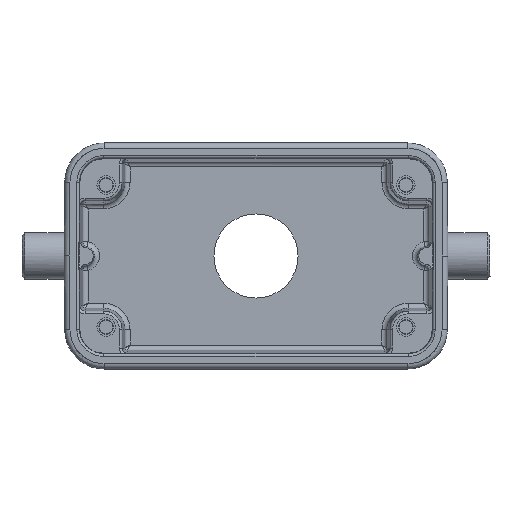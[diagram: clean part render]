
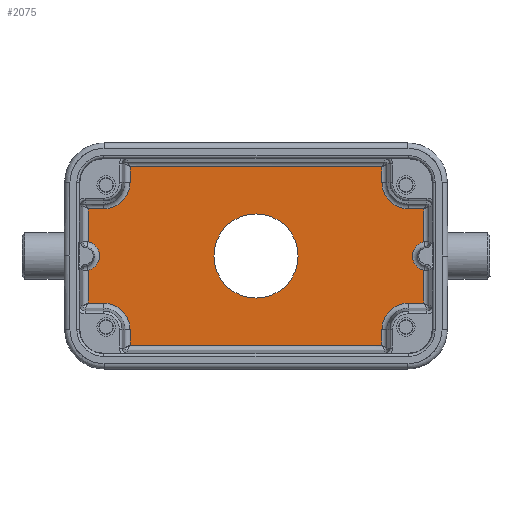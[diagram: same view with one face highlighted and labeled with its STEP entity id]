
A CAD part, front view. The second image highlights one B-rep face of the part: STEP entity #2075.
In plain terms, the highlighted planar face has unit normal (0, -1, 0).
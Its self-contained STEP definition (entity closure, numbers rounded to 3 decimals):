
#110=PLANE('',#7695);
#361=FACE_BOUND('',#2999,.T.);
#362=FACE_BOUND('',#3000,.T.);
#534=CIRCLE('',#7687,8.);
#535=CIRCLE('',#7689,8.);
#536=CIRCLE('',#7691,5.053);
#537=CIRCLE('',#7692,5.053);
#538=CIRCLE('',#7693,5.053);
#539=CIRCLE('',#7694,5.053);
#704=LINE('',#10531,#1371);
#705=LINE('',#10549,#1372);
#706=LINE('',#10551,#1373);
#707=LINE('',#10555,#1374);
#708=LINE('',#10557,#1375);
#709=LINE('',#10559,#1376);
#710=LINE('',#10563,#1377);
#711=LINE('',#10580,#1378);
#712=LINE('',#10582,#1379);
#713=LINE('',#10586,#1380);
#714=LINE('',#10588,#1381);
#715=LINE('',#10590,#1382);
#1371=VECTOR('',#8333,1.);
#1372=VECTOR('',#8334,1.);
#1373=VECTOR('',#8335,1.);
#1374=VECTOR('',#8338,1.);
#1375=VECTOR('',#8339,1.);
#1376=VECTOR('',#8340,1.);
#1377=VECTOR('',#8343,1.);
#1378=VECTOR('',#8344,1.);
#1379=VECTOR('',#8345,1.);
#1380=VECTOR('',#8348,1.);
#1381=VECTOR('',#8349,1.);
#1382=VECTOR('',#8350,1.);
#2075=ADVANCED_FACE('',(#361,#362),#110,.T.);
#2999=EDGE_LOOP('',(#3554,#3555,#3556,#3557,#3558,#3559,#3560,#3561,#3562,
#3563,#3564,#3565,#3566,#3567,#3568,#3569,#3570,#3571,#3572,#3573));
#3000=EDGE_LOOP('',(#3574,#3575));
#3554=ORIENTED_EDGE('',*,*,#6368,.F.);
#3555=ORIENTED_EDGE('',*,*,#6369,.F.);
#3556=ORIENTED_EDGE('',*,*,#6370,.T.);
#3557=ORIENTED_EDGE('',*,*,#6371,.F.);
#3558=ORIENTED_EDGE('',*,*,#6372,.F.);
#3559=ORIENTED_EDGE('',*,*,#6373,.T.);
#3560=ORIENTED_EDGE('',*,*,#6374,.F.);
#3561=ORIENTED_EDGE('',*,*,#6375,.F.);
#3562=ORIENTED_EDGE('',*,*,#6376,.F.);
#3563=ORIENTED_EDGE('',*,*,#6377,.T.);
#3564=ORIENTED_EDGE('',*,*,#6378,.F.);
#3565=ORIENTED_EDGE('',*,*,#6379,.F.);
#3566=ORIENTED_EDGE('',*,*,#6380,.T.);
#3567=ORIENTED_EDGE('',*,*,#6381,.F.);
#3568=ORIENTED_EDGE('',*,*,#6382,.F.);
#3569=ORIENTED_EDGE('',*,*,#6383,.T.);
#3570=ORIENTED_EDGE('',*,*,#6384,.F.);
#3571=ORIENTED_EDGE('',*,*,#6385,.F.);
#3572=ORIENTED_EDGE('',*,*,#6386,.F.);
#3573=ORIENTED_EDGE('',*,*,#6387,.T.);
#3574=ORIENTED_EDGE('',*,*,#6364,.T.);
#3575=ORIENTED_EDGE('',*,*,#6367,.T.);
#5676=VERTEX_POINT('',#10524);
#5677=VERTEX_POINT('',#10525);
#5678=VERTEX_POINT('',#10532);
#5679=VERTEX_POINT('',#10533);
#5680=VERTEX_POINT('',#10541);
#5681=VERTEX_POINT('',#10548);
#5682=VERTEX_POINT('',#10550);
#5683=VERTEX_POINT('',#10552);
#5684=VERTEX_POINT('',#10554);
#5685=VERTEX_POINT('',#10556);
#5686=VERTEX_POINT('',#10558);
#5687=VERTEX_POINT('',#10560);
#5688=VERTEX_POINT('',#10562);
#5689=VERTEX_POINT('',#10564);
#5690=VERTEX_POINT('',#10572);
#5691=VERTEX_POINT('',#10579);
#5692=VERTEX_POINT('',#10581);
#5693=VERTEX_POINT('',#10583);
#5694=VERTEX_POINT('',#10585);
#5695=VERTEX_POINT('',#10587);
#5696=VERTEX_POINT('',#10589);
#5697=VERTEX_POINT('',#10591);
#6364=EDGE_CURVE('',#5676,#5677,#534,.T.);
#6367=EDGE_CURVE('',#5677,#5676,#535,.T.);
#6368=EDGE_CURVE('',#5678,#5679,#704,.T.);
#6369=EDGE_CURVE('',#5680,#5678,#7429,.T.);
#6370=EDGE_CURVE('',#5680,#5681,#7430,.T.);
#6371=EDGE_CURVE('',#5682,#5681,#705,.T.);
#6372=EDGE_CURVE('',#5683,#5682,#706,.T.);
#6373=EDGE_CURVE('',#5683,#5684,#536,.T.);
#6374=EDGE_CURVE('',#5685,#5684,#707,.T.);
#6375=EDGE_CURVE('',#5686,#5685,#708,.T.);
#6376=EDGE_CURVE('',#5687,#5686,#709,.T.);
#6377=EDGE_CURVE('',#5687,#5688,#537,.T.);
#6378=EDGE_CURVE('',#5689,#5688,#710,.T.);
#6379=EDGE_CURVE('',#5690,#5689,#7431,.T.);
#6380=EDGE_CURVE('',#5690,#5691,#7432,.T.);
#6381=EDGE_CURVE('',#5692,#5691,#711,.T.);
#6382=EDGE_CURVE('',#5693,#5692,#712,.T.);
#6383=EDGE_CURVE('',#5693,#5694,#538,.T.);
#6384=EDGE_CURVE('',#5695,#5694,#713,.T.);
#6385=EDGE_CURVE('',#5696,#5695,#714,.T.);
#6386=EDGE_CURVE('',#5697,#5696,#715,.T.);
#6387=EDGE_CURVE('',#5697,#5679,#539,.T.);
#7429=B_SPLINE_CURVE_WITH_KNOTS('',3,(#10534,#10535,#10536,#10537,#10538,
#10539,#10540),.UNSPECIFIED.,.F.,.F.,(4,3,4),(0.,0.01,1.),
 .UNSPECIFIED.);
#7430=B_SPLINE_CURVE_WITH_KNOTS('',3,(#10542,#10543,#10544,#10545,#10546,
#10547),.UNSPECIFIED.,.F.,.F.,(4,2,4),(0.,0.5,1.),.UNSPECIFIED.);
#7431=B_SPLINE_CURVE_WITH_KNOTS('',3,(#10565,#10566,#10567,#10568,#10569,
#10570,#10571),.UNSPECIFIED.,.F.,.F.,(4,3,4),(0.,0.01,1.),
 .UNSPECIFIED.);
#7432=B_SPLINE_CURVE_WITH_KNOTS('',3,(#10573,#10574,#10575,#10576,#10577,
#10578),.UNSPECIFIED.,.F.,.F.,(4,2,4),(0.,0.5,1.),.UNSPECIFIED.);
#7687=AXIS2_PLACEMENT_3D('',#10523,#8323,#8324);
#7689=AXIS2_PLACEMENT_3D('',#10529,#8329,#8330);
#7691=AXIS2_PLACEMENT_3D('',#10553,#8336,#8337);
#7692=AXIS2_PLACEMENT_3D('',#10561,#8341,#8342);
#7693=AXIS2_PLACEMENT_3D('',#10584,#8346,#8347);
#7694=AXIS2_PLACEMENT_3D('',#10592,#8351,#8352);
#7695=AXIS2_PLACEMENT_3D('',#10593,#8353,#8354);
#8323=DIRECTION('',(0.,1.,0.));
#8324=DIRECTION('',(0.,0.,1.));
#8329=DIRECTION('',(0.,1.,0.));
#8330=DIRECTION('',(0.,0.,-1.));
#8333=DIRECTION('',(-1.,0.,0.));
#8334=DIRECTION('',(0.,0.,-1.));
#8335=DIRECTION('',(1.,0.,0.));
#8336=DIRECTION('',(0.,1.,0.));
#8337=DIRECTION('',(0.,0.,-1.));
#8338=DIRECTION('',(0.,0.,-1.));
#8339=DIRECTION('',(1.,0.,0.));
#8340=DIRECTION('',(0.,0.,1.));
#8341=DIRECTION('',(0.,1.,0.));
#8342=DIRECTION('',(1.,0.,0.));
#8343=DIRECTION('',(1.,0.,0.));
#8344=DIRECTION('',(0.,0.,1.));
#8345=DIRECTION('',(-1.,0.,0.));
#8346=DIRECTION('',(0.,1.,0.));
#8347=DIRECTION('',(0.,0.,1.));
#8348=DIRECTION('',(0.,0.,1.));
#8349=DIRECTION('',(-1.,0.,0.));
#8350=DIRECTION('',(0.,0.,-1.));
#8351=DIRECTION('',(0.,1.,0.));
#8352=DIRECTION('',(-1.,0.,0.));
#8353=DIRECTION('',(0.,-1.,0.));
#8354=DIRECTION('',(0.,0.,-1.));
#10523=CARTESIAN_POINT('',(0.,19.35,0.));
#10524=CARTESIAN_POINT('',(0.,19.35,8.));
#10525=CARTESIAN_POINT('',(0.,19.35,-8.));
#10529=CARTESIAN_POINT('',(0.,19.35,0.));
#10531=CARTESIAN_POINT('',(31.947,19.35,-8.947));
#10532=CARTESIAN_POINT('',(31.947,19.35,-8.947));
#10533=CARTESIAN_POINT('',(29.,19.35,-8.947));
#10534=CARTESIAN_POINT('',(31.947,19.35,-2.653));
#10535=CARTESIAN_POINT('',(31.947,19.35,-2.674));
#10536=CARTESIAN_POINT('',(31.947,19.35,-2.694));
#10537=CARTESIAN_POINT('',(31.947,19.35,-2.715));
#10538=CARTESIAN_POINT('',(31.947,19.35,-4.792));
#10539=CARTESIAN_POINT('',(31.947,19.35,-6.869));
#10540=CARTESIAN_POINT('',(31.947,19.35,-8.947));
#10541=CARTESIAN_POINT('',(31.947,19.35,-2.715));
#10542=CARTESIAN_POINT('',(31.947,19.35,-2.714));
#10543=CARTESIAN_POINT('',(30.66,19.35,-2.442));
#10544=CARTESIAN_POINT('',(29.729,19.35,-1.25));
#10545=CARTESIAN_POINT('',(29.727,19.35,1.248));
#10546=CARTESIAN_POINT('',(30.677,19.35,2.449));
#10547=CARTESIAN_POINT('',(31.947,19.35,2.717));
#10548=CARTESIAN_POINT('',(31.947,19.35,2.717));
#10549=CARTESIAN_POINT('',(31.947,19.35,8.947));
#10550=CARTESIAN_POINT('',(31.947,19.35,8.947));
#10551=CARTESIAN_POINT('',(29.,19.35,8.947));
#10552=CARTESIAN_POINT('',(29.,19.35,8.947));
#10553=CARTESIAN_POINT('',(29.,19.35,14.));
#10554=CARTESIAN_POINT('',(23.947,19.35,14.));
#10555=CARTESIAN_POINT('',(23.947,19.35,16.947));
#10556=CARTESIAN_POINT('',(23.947,19.35,16.947));
#10557=CARTESIAN_POINT('',(-23.946,19.35,16.947));
#10558=CARTESIAN_POINT('',(-23.946,19.35,16.947));
#10559=CARTESIAN_POINT('',(-23.947,19.35,14.));
#10560=CARTESIAN_POINT('',(-23.947,19.35,14.));
#10561=CARTESIAN_POINT('',(-29.,19.35,14.));
#10562=CARTESIAN_POINT('',(-29.,19.35,8.947));
#10563=CARTESIAN_POINT('',(-31.947,19.35,8.947));
#10564=CARTESIAN_POINT('',(-31.947,19.35,8.947));
#10565=CARTESIAN_POINT('',(-31.947,19.35,2.653));
#10566=CARTESIAN_POINT('',(-31.947,19.35,2.674));
#10567=CARTESIAN_POINT('',(-31.947,19.35,2.694));
#10568=CARTESIAN_POINT('',(-31.947,19.35,2.715));
#10569=CARTESIAN_POINT('',(-31.947,19.35,4.792));
#10570=CARTESIAN_POINT('',(-31.947,19.35,6.869));
#10571=CARTESIAN_POINT('',(-31.947,19.35,8.947));
#10572=CARTESIAN_POINT('',(-31.947,19.35,2.715));
#10573=CARTESIAN_POINT('',(-31.947,19.35,2.714));
#10574=CARTESIAN_POINT('',(-30.66,19.35,2.442));
#10575=CARTESIAN_POINT('',(-29.729,19.35,1.25));
#10576=CARTESIAN_POINT('',(-29.727,19.35,-1.248));
#10577=CARTESIAN_POINT('',(-30.677,19.35,-2.449));
#10578=CARTESIAN_POINT('',(-31.947,19.35,-2.717));
#10579=CARTESIAN_POINT('',(-31.947,19.35,-2.717));
#10580=CARTESIAN_POINT('',(-31.947,19.35,-8.947));
#10581=CARTESIAN_POINT('',(-31.947,19.35,-8.947));
#10582=CARTESIAN_POINT('',(-29.,19.35,-8.947));
#10583=CARTESIAN_POINT('',(-29.,19.35,-8.947));
#10584=CARTESIAN_POINT('',(-29.,19.35,-14.));
#10585=CARTESIAN_POINT('',(-23.947,19.35,-14.));
#10586=CARTESIAN_POINT('',(-23.947,19.35,-16.947));
#10587=CARTESIAN_POINT('',(-23.947,19.35,-16.947));
#10588=CARTESIAN_POINT('',(23.947,19.35,-16.947));
#10589=CARTESIAN_POINT('',(23.947,19.35,-16.947));
#10590=CARTESIAN_POINT('',(23.947,19.35,-14.));
#10591=CARTESIAN_POINT('',(23.947,19.35,-14.));
#10592=CARTESIAN_POINT('',(29.,19.35,-14.));
#10593=CARTESIAN_POINT('',(0.,19.35,-21.5));
